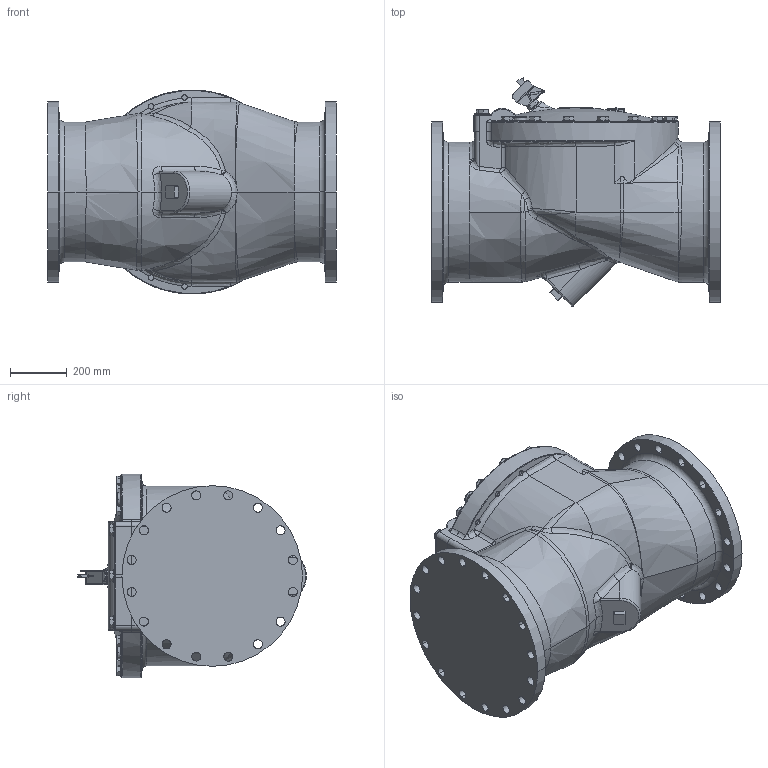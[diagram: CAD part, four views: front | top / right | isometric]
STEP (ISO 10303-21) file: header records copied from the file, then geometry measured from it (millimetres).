
FILE_DESCRIPTION((''),'2;1');
FILE_NAME('518CMI_SW0001','2023-11-01T11:04:00',('jlesh'),(''),'CREO PARAMETRIC BY PTC INC, 2023072','CREO PARAMETRIC BY PTC INC, 2023072','');
FILE_SCHEMA(('AUTOMOTIVE_DESIGN { 1 0 10303 214 1 1 1 1 }'));
Products named in the file (1): 518CMI_SW0001
Bounding box: 1016 x 803.65 x 717.25 mm (x, y, z)
Volume: 270567376.5 mm3; surface area: 3243703.4 mm2
Topology: 1 solids, 2 shells, 906 faces, 2161 edges, 1311 vertices
Faces by surface type: plane 260, cylinder 218, bspline 157, torus 143, cone 116, sphere 12
Entity records: 49152 total; most frequent: CARTESIAN_POINT 25985, ORIENTED_EDGE 4312, DIRECTION 3852, EDGE_CURVE 2156, AXIS2_PLACEMENT_3D 1610, COLOUR_RGB 1330, VERTEX_POINT 1312, EDGE_LOOP 1038
